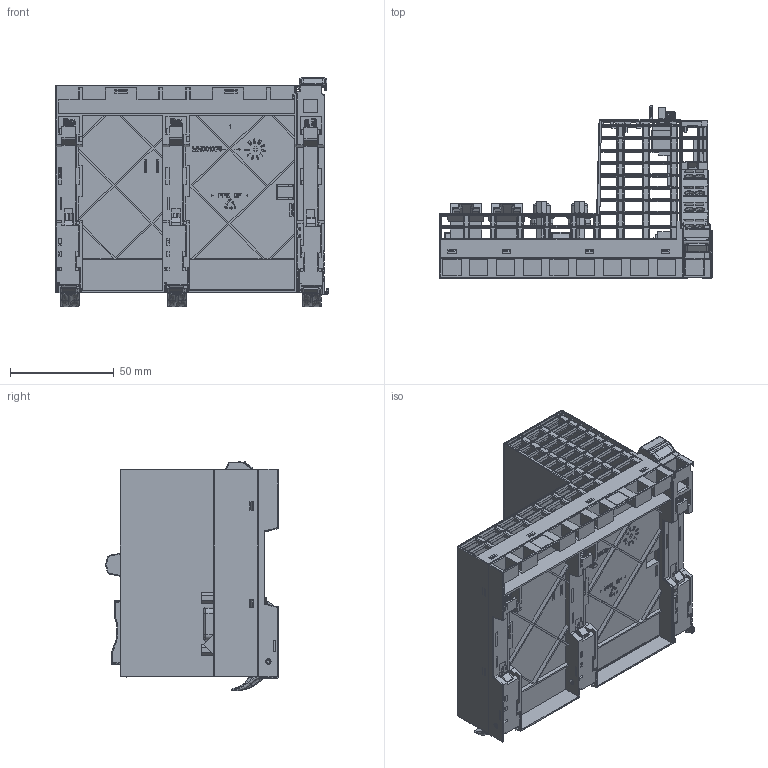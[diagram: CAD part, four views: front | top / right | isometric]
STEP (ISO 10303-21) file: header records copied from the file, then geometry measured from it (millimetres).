
FILE_DESCRIPTION((''),'2;1');
FILE_NAME('015-CEFPR00_DET5','2013-11-20T',('TReuther'),(''),'PRO/ENGINEER BY PARAMETRIC TECHNOLOGY CORPORATION, 2013320','PRO/ENGINEER BY PARAMETRIC TECHNOLOGY CORPORATION, 2013320','');
FILE_SCHEMA(('CONFIG_CONTROL_DESIGN'));
Products named in the file (1): 015-CEFPR00_DET5
Bounding box: 131.2 x 82.84 x 110.61 mm (x, y, z)
Surface area: 171481.3 mm2 (no closed solid volume)
Topology: 0 solids, 415 shells, 2929 faces, 22271 edges, 19167 vertices
Faces by surface type: plane 1972, cylinder 585, torus 153, bspline 113, cone 83, extrusion 23
Entity records: 220025 total; most frequent: CARTESIAN_POINT 63823, DIRECTION 28328, ORIENTED_EDGE 27829, EDGE_CURVE 22271, VERTEX_POINT 19169, VECTOR 17870, LINE 17847, AXIS2_PLACEMENT_3D 5229
